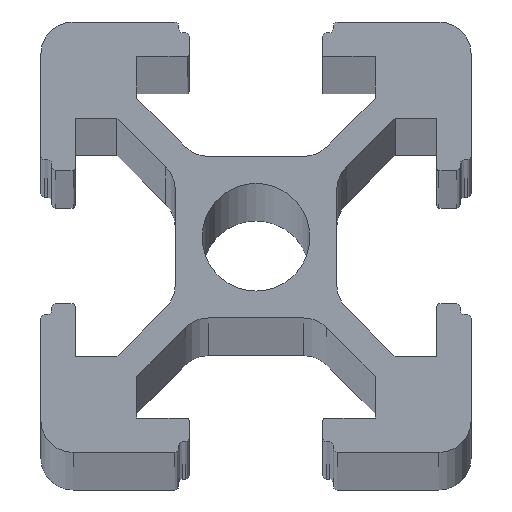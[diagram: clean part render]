
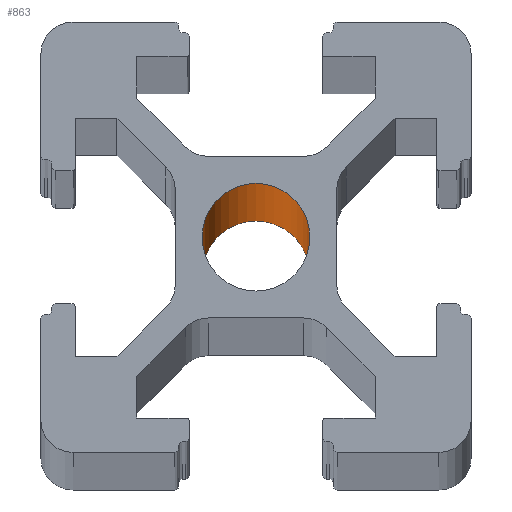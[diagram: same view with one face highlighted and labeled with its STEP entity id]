
A CAD part, top view. The second image highlights one B-rep face of the part: STEP entity #863.
In plain terms, the highlighted cylindrical face has radius 2.5 mm (diameter 5 mm), a full revolution.
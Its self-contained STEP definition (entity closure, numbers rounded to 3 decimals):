
#863=ADVANCED_FACE('',(#1641,#1643),#1645,.F.);
#1641=FACE_OUTER_BOUND('',#1642,.T.);
#1642=EDGE_LOOP('',(#2315));
#1643=FACE_OUTER_BOUND('',#1644,.T.);
#1644=EDGE_LOOP('',(#2316));
#1645=CYLINDRICAL_SURFACE('',#1646,2.5);
#1646=AXIS2_PLACEMENT_3D('',#1647,#1648,#1649);
#1647=CARTESIAN_POINT('',(0.,0.,1000.));
#1648=DIRECTION('',(-0.,-0.,-1.));
#1649=DIRECTION('',(-1.,0.,0.));
#2315=ORIENTED_EDGE('',*,*,#2600,.T.);
#2316=ORIENTED_EDGE('',*,*,#2504,.F.);
#2504=EDGE_CURVE('',#2934,#2934,#2935,.T.);
#2600=EDGE_CURVE('',#3118,#3118,#3119,.T.);
#2934=VERTEX_POINT('',#3750);
#2935=CIRCLE('',#3751,2.5);
#3118=VERTEX_POINT('',#4170);
#3119=CIRCLE('',#4171,2.5);
#3750=CARTESIAN_POINT('',(-2.5,0.,0.));
#3751=AXIS2_PLACEMENT_3D('',#3752,#3753,#3754);
#3752=CARTESIAN_POINT('',(0.,0.,0.));
#3753=DIRECTION('',(-0.,0.,1.));
#3754=DIRECTION('',(-1.,0.,-0.));
#4170=CARTESIAN_POINT('',(-2.5,0.,1000.));
#4171=AXIS2_PLACEMENT_3D('',#4172,#4173,#4174);
#4172=CARTESIAN_POINT('',(0.,0.,1000.));
#4173=DIRECTION('',(-0.,0.,1.));
#4174=DIRECTION('',(-1.,0.,-0.));
